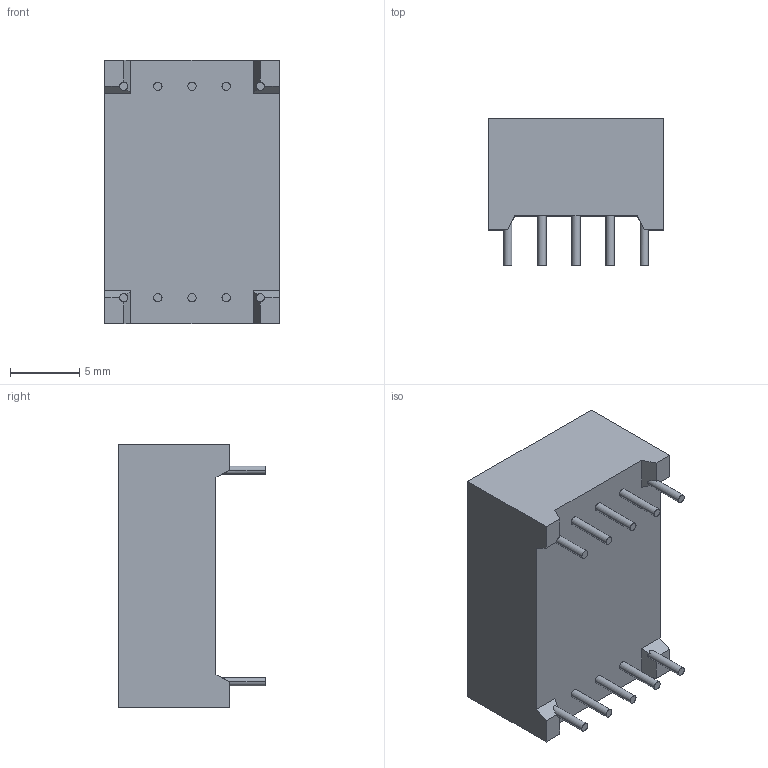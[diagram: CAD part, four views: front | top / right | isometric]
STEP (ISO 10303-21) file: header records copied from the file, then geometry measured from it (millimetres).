
FILE_DESCRIPTION (( 'STEP AP214' ), '1' );
FILE_NAME ('HSR8144B10 7Seg LED.STEP', '2015-12-27T08:42:04', ( 'Somphop' ), ( '' ), 'SwSTEP 2.0', 'SolidWorks 2012', '' );
FILE_SCHEMA (( 'AUTOMOTIVE_DESIGN' ));
Length unit declared in the file: millimetre
Products named in the file (1): HSR8144B10 7Seg LED
Bounding box: 12.6 x 10.55 x 19 mm (x, y, z)
Volume: 1681.3 mm3; surface area: 1038.3 mm2
Topology: 1 solids, 1 shells, 96 faces, 236 edges, 156 vertices
Faces by surface type: plane 70, cylinder 26
Entity records: 3895 total; most frequent: CARTESIAN_POINT 525, ORIENTED_EDGE 472, DIRECTION 466, EDGE_CURVE 236, LINE 176, VECTOR 176, VERTEX_POINT 156, AXIS2_PLACEMENT_3D 145
